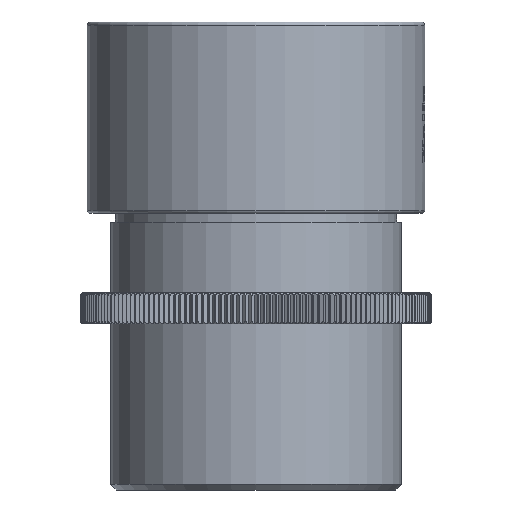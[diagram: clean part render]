
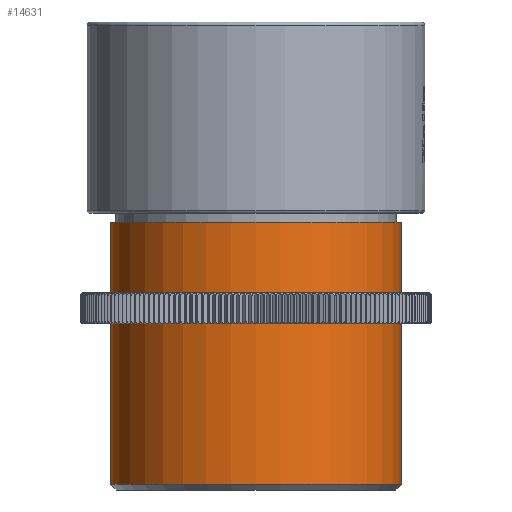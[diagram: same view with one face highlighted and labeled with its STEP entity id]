
A CAD part, front view. The second image highlights one B-rep face of the part: STEP entity #14631.
In plain terms, the highlighted cylindrical face has radius 13.145 mm (diameter 26.29 mm), a partial arc.
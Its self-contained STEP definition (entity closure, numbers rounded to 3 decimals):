
#1922 = VERTEX_POINT ( 'NONE', #29471 ) ;
#3192 = AXIS2_PLACEMENT_3D ( 'NONE', #43811, #13871, #31561 ) ;
#4566 = EDGE_CURVE ( 'NONE', #15261, #1922, #20779, .T. ) ;
#5170 = EDGE_CURVE ( 'NONE', #1922, #12833, #44393, .T. ) ;
#9955 = FACE_OUTER_BOUND ( 'NONE', #30857, .T. ) ;
#12511 = EDGE_CURVE ( 'NONE', #15261, #50769, #35104, .T. ) ;
#12833 = VERTEX_POINT ( 'NONE', #21340 ) ;
#13036 = DIRECTION ( 'NONE',  ( 0., 0., -1. ) ) ;
#13871 = DIRECTION ( 'NONE',  ( 0., 0., -1. ) ) ;
#14192 = CARTESIAN_POINT ( 'NONE',  ( -7.931, 4.383, -24.7 ) ) ;
#14631 = ADVANCED_FACE ( 'NONE', ( #9955 ), #50313, .T. ) ;
#15261 = VERTEX_POINT ( 'NONE', #19083 ) ;
#17537 = ORIENTED_EDGE ( 'NONE', *, *, #4566, .T. ) ;
#19083 = CARTESIAN_POINT ( 'NONE',  ( -7.931, 4.383, -1. ) ) ;
#20227 = ORIENTED_EDGE ( 'NONE', *, *, #12511, .F. ) ;
#20779 = CIRCLE ( 'NONE', #3192, 13.145 ) ;
#21340 = CARTESIAN_POINT ( 'NONE',  ( -34.221, 4.383, -24.7 ) ) ;
#22573 = DIRECTION ( 'NONE',  ( -1., 0., 0. ) ) ;
#29471 = CARTESIAN_POINT ( 'NONE',  ( -34.221, 4.383, -1. ) ) ;
#29562 = VECTOR ( 'NONE', #13036, 1000. ) ;
#30566 = ORIENTED_EDGE ( 'NONE', *, *, #43901, .T. ) ;
#30857 = EDGE_LOOP ( 'NONE', ( #20227, #17537, #39151, #30566 ) ) ;
#31561 = DIRECTION ( 'NONE',  ( -1., 0., 0. ) ) ;
#33545 = AXIS2_PLACEMENT_3D ( 'NONE', #37507, #50901, #55240 ) ;
#34828 = DIRECTION ( 'NONE',  ( 0., 0., -1. ) ) ;
#35104 = LINE ( 'NONE', #52578, #50115 ) ;
#37507 = CARTESIAN_POINT ( 'NONE',  ( -21.076, 4.383, -25.2 ) ) ;
#39151 = ORIENTED_EDGE ( 'NONE', *, *, #5170, .T. ) ;
#42933 = CARTESIAN_POINT ( 'NONE',  ( -21.076, 4.383, -24.7 ) ) ;
#43811 = CARTESIAN_POINT ( 'NONE',  ( -21.076, 4.383, -1. ) ) ;
#43901 = EDGE_CURVE ( 'NONE', #12833, #50769, #56503, .T. ) ;
#44393 = LINE ( 'NONE', #53412, #29562 ) ;
#45399 = AXIS2_PLACEMENT_3D ( 'NONE', #42933, #49309, #22573 ) ;
#49309 = DIRECTION ( 'NONE',  ( 0., 0., 1. ) ) ;
#50115 = VECTOR ( 'NONE', #34828, 1000. ) ;
#50313 = CYLINDRICAL_SURFACE ( 'NONE', #33545, 13.145 ) ;
#50769 = VERTEX_POINT ( 'NONE', #14192 ) ;
#50901 = DIRECTION ( 'NONE',  ( 0., 0., -1. ) ) ;
#52578 = CARTESIAN_POINT ( 'NONE',  ( -7.931, 4.383, -25.2 ) ) ;
#53412 = CARTESIAN_POINT ( 'NONE',  ( -34.221, 4.383, -25.2 ) ) ;
#55240 = DIRECTION ( 'NONE',  ( -1., 0., 0. ) ) ;
#56503 = CIRCLE ( 'NONE', #45399, 13.145 ) ;
